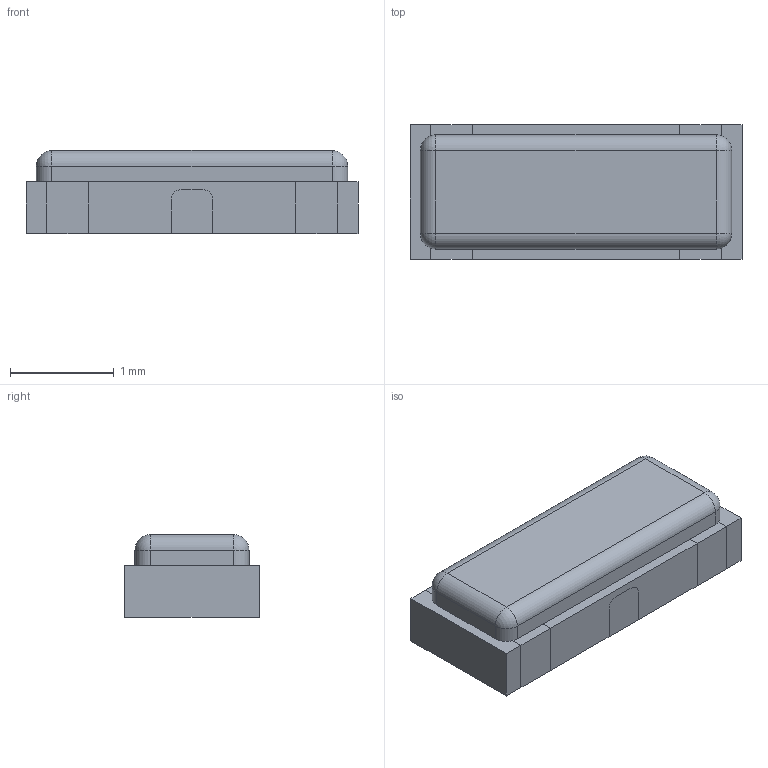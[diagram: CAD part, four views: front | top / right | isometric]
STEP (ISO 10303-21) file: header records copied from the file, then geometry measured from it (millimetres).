
FILE_DESCRIPTION(('FreeCAD Model'),'2;1');
FILE_NAME('CSTCE8M00G52A_R007_cp.step', '2021-07-03T13:44:46',('kicad StepUp'),('ksu MCAD'), 'Open CASCADE STEP processor 7.3','FreeCAD','Unknown');
FILE_SCHEMA(('AUTOMOTIVE_DESIGN { 1 0 10303 214 1 1 1 1 }'));
Length unit declared in the file: millimetre
Products named in the file (1): CSTCE8M00G52A_R007_cp
Bounding box: 3.2 x 1.3 x 0.8 mm (x, y, z)
Volume: 3 mm3; surface area: 29.5 mm2
Topology: 7 solids, 7 shells, 62 faces, 136 edges, 84 vertices
Faces by surface type: plane 46, cylinder 12, sphere 4
Entity records: 2080 total; most frequent: DIRECTION 282, CARTESIAN_POINT 279, ORIENTED_EDGE 264, EDGE_CURVE 132, LINE 108, VECTOR 108, AXIS2_PLACEMENT_3D 87, VERTEX_POINT 84
